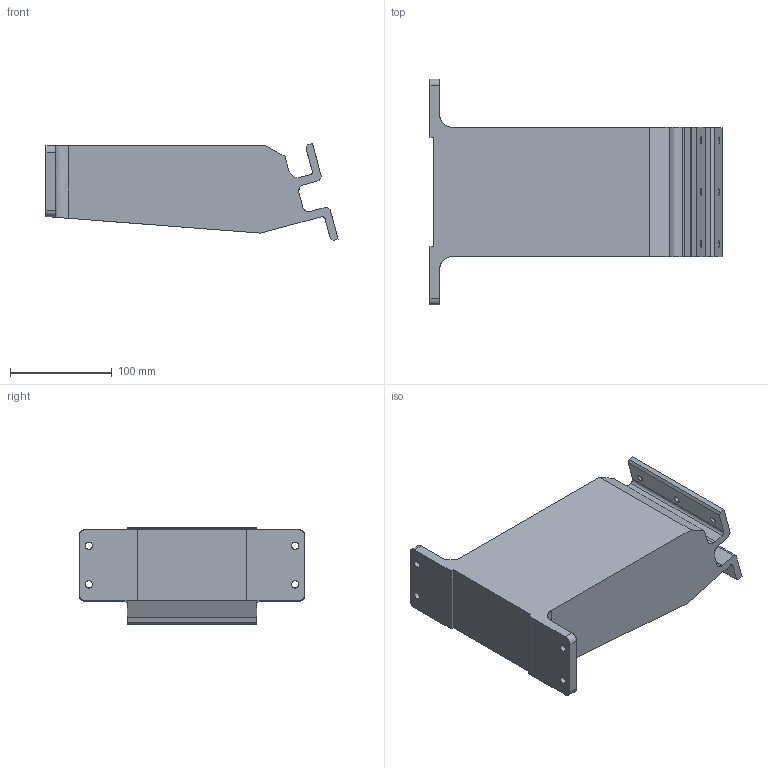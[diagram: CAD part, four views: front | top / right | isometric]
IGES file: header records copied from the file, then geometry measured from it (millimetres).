
Start section: SolidWorks IGES file using analytic representation for surfaces
Global section: file name: D1101771-v1-01_WEDGE SUPPORT, H1-L1, aLIGO TCS CO2P SM1.IGS; native system: SolidWorks 2012; preprocessor: SolidWorks 2012; author: mjacobso; date: 120625.141450; units: inch
Bounding box: 287.33 x 222.25 x 95.09 mm (x, y, z)
Surface area: 160247.9 mm2 (no closed solid volume)
Topology: 0 solids, 0 shells, 63 faces, 1148 edges, 1148 vertices
Faces by surface type: revolution 33, bspline 30
